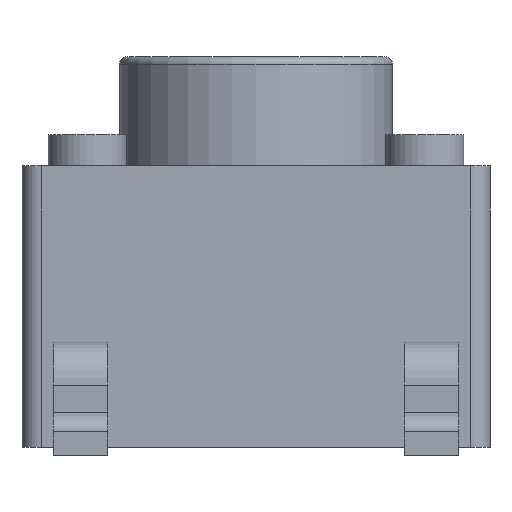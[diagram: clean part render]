
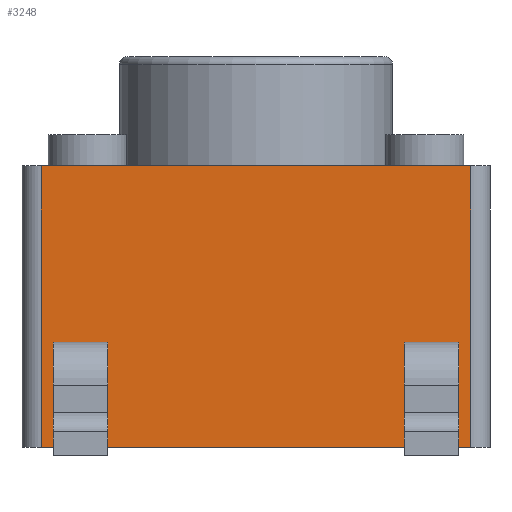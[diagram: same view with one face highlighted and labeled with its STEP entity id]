
A CAD part, front view. The second image highlights one B-rep face of the part: STEP entity #3248.
In plain terms, the highlighted planar face has unit normal (0, -1, 0).
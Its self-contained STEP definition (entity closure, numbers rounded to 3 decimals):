
#7 = EDGE_LOOP ( 'NONE', ( #293, #292, #291, #294 ) ) ;
#10 = EDGE_LOOP ( 'NONE', ( #283, #285, #284, #286 ) ) ;
#12 = EDGE_LOOP ( 'NONE', ( #289, #288, #287, #290 ) ) ;
#283 = ORIENTED_EDGE ( 'NONE', *, *, #324, .F. ) ;
#284 = ORIENTED_EDGE ( 'NONE', *, *, #325, .F. ) ;
#285 = ORIENTED_EDGE ( 'NONE', *, *, #323, .F. ) ;
#286 = ORIENTED_EDGE ( 'NONE', *, *, #326, .F. ) ;
#287 = ORIENTED_EDGE ( 'NONE', *, *, #328, .T. ) ;
#288 = ORIENTED_EDGE ( 'NONE', *, *, #327, .T. ) ;
#289 = ORIENTED_EDGE ( 'NONE', *, *, #3075, .F. ) ;
#290 = ORIENTED_EDGE ( 'NONE', *, *, #329, .T. ) ;
#291 = ORIENTED_EDGE ( 'NONE', *, *, #331, .F. ) ;
#292 = ORIENTED_EDGE ( 'NONE', *, *, #330, .F. ) ;
#293 = ORIENTED_EDGE ( 'NONE', *, *, #322, .F. ) ;
#294 = ORIENTED_EDGE ( 'NONE', *, *, #332, .F. ) ;
#322 = EDGE_CURVE ( 'NONE', #3158, #2847, #661, .T. ) ;
#323 = EDGE_CURVE ( 'NONE', #2854, #3157, #664, .T. ) ;
#324 = EDGE_CURVE ( 'NONE', #3157, #2827, #667, .T. ) ;
#325 = EDGE_CURVE ( 'NONE', #2838, #2854, #670, .T. ) ;
#326 = EDGE_CURVE ( 'NONE', #2827, #2838, #673, .T. ) ;
#327 = EDGE_CURVE ( 'NONE', #2927, #2858, #676, .T. ) ;
#328 = EDGE_CURVE ( 'NONE', #2858, #3159, #679, .T. ) ;
#329 = EDGE_CURVE ( 'NONE', #3159, #2962, #682, .T. ) ;
#330 = EDGE_CURVE ( 'NONE', #3160, #3158, #685, .T. ) ;
#331 = EDGE_CURVE ( 'NONE', #3168, #3160, #688, .T. ) ;
#332 = EDGE_CURVE ( 'NONE', #2847, #3168, #691, .T. ) ;
#661 = LINE ( 'NONE', #662, #2994 ) ;
#662 = CARTESIAN_POINT ( 'NONE',  ( 2.6, -3., -2.56 ) ) ;
#663 = DIRECTION ( 'NONE',  ( 1., 0., 0. ) ) ;
#664 = LINE ( 'NONE', #665, #2993 ) ;
#665 = CARTESIAN_POINT ( 'NONE',  ( -2.6, -3., -2.56 ) ) ;
#666 = DIRECTION ( 'NONE',  ( 0., 0., -1. ) ) ;
#667 = LINE ( 'NONE', #668, #2992 ) ;
#668 = CARTESIAN_POINT ( 'NONE',  ( -1.9, -3., -2.56 ) ) ;
#669 = DIRECTION ( 'NONE',  ( 1., 0., 0. ) ) ;
#670 = LINE ( 'NONE', #671, #2976 ) ;
#671 = CARTESIAN_POINT ( 'NONE',  ( -2.6, -3., -2.26 ) ) ;
#672 = DIRECTION ( 'NONE',  ( -1., 0., 0. ) ) ;
#673 = LINE ( 'NONE', #674, #2991 ) ;
#674 = CARTESIAN_POINT ( 'NONE',  ( -1.9, -3., -2.26 ) ) ;
#675 = DIRECTION ( 'NONE',  ( 0., 0., 1. ) ) ;
#676 = LINE ( 'NONE', #677, #3003 ) ;
#677 = CARTESIAN_POINT ( 'NONE',  ( -2.75, -3., -3.61 ) ) ;
#678 = DIRECTION ( 'NONE',  ( 0., 0., -1. ) ) ;
#679 = LINE ( 'NONE', #680, #2978 ) ;
#680 = CARTESIAN_POINT ( 'NONE',  ( -3., -3., -3.61 ) ) ;
#681 = DIRECTION ( 'NONE',  ( 1., 0., 0. ) ) ;
#682 = LINE ( 'NONE', #683, #2990 ) ;
#683 = CARTESIAN_POINT ( 'NONE',  ( 2.75, -3., -3.61 ) ) ;
#684 = DIRECTION ( 'NONE',  ( 0., 0., 1. ) ) ;
#685 = LINE ( 'NONE', #686, #2989 ) ;
#686 = CARTESIAN_POINT ( 'NONE',  ( 1.9, -3., -2.56 ) ) ;
#687 = DIRECTION ( 'NONE',  ( 0., 0., -1. ) ) ;
#688 = LINE ( 'NONE', #689, #2988 ) ;
#689 = CARTESIAN_POINT ( 'NONE',  ( 1.9, -3., -2.26 ) ) ;
#690 = DIRECTION ( 'NONE',  ( -1., 0., 0. ) ) ;
#691 = LINE ( 'NONE', #692, #2987 ) ;
#692 = CARTESIAN_POINT ( 'NONE',  ( 2.6, -3., -2.26 ) ) ;
#693 = DIRECTION ( 'NONE',  ( 0., 0., 1. ) ) ;
#1668 = CARTESIAN_POINT ( 'NONE',  ( -1.9, -3., -2.56 ) ) ;
#1677 = CARTESIAN_POINT ( 'NONE',  ( -1.9, -3., -2.26 ) ) ;
#1686 = CARTESIAN_POINT ( 'NONE',  ( 2.6, -3., -2.56 ) ) ;
#1693 = CARTESIAN_POINT ( 'NONE',  ( -2.6, -3., -2.26 ) ) ;
#1697 = CARTESIAN_POINT ( 'NONE',  ( -2.75, -3., -3.61 ) ) ;
#1727 = CARTESIAN_POINT ( 'NONE',  ( -2.75, -3., 0. ) ) ;
#1742 = CARTESIAN_POINT ( 'NONE',  ( 2.75, -3., 0. ) ) ;
#2424 = LINE ( 'NONE', #2425, #2471 ) ;
#2425 = CARTESIAN_POINT ( 'NONE',  ( -3., -3., 0. ) ) ;
#2426 = DIRECTION ( 'NONE',  ( 1., 0., 0. ) ) ;
#2445 = CARTESIAN_POINT ( 'NONE',  ( -2.6, -3., -2.56 ) ) ;
#2455 = CARTESIAN_POINT ( 'NONE',  ( 1.9, -3., -2.56 ) ) ;
#2456 = CARTESIAN_POINT ( 'NONE',  ( 2.75, -3., -3.61 ) ) ;
#2457 = CARTESIAN_POINT ( 'NONE',  ( 1.9, -3., -2.26 ) ) ;
#2471 = VECTOR ( 'NONE', #2426, 1000. ) ;
#2549 = CARTESIAN_POINT ( 'NONE',  ( 2.6, -3., -2.26 ) ) ;
#2736 = FACE_OUTER_BOUND ( 'NONE', #12, .T. ) ;
#2739 = AXIS2_PLACEMENT_3D ( 'NONE', #3310, #3311, #3312 ) ;
#2747 = FACE_BOUND ( 'NONE', #10, .T. ) ;
#2754 = FACE_BOUND ( 'NONE', #7, .T. ) ;
#2827 = VERTEX_POINT ( 'NONE', #1668 ) ;
#2838 = VERTEX_POINT ( 'NONE', #1677 ) ;
#2847 = VERTEX_POINT ( 'NONE', #1686 ) ;
#2854 = VERTEX_POINT ( 'NONE', #1693 ) ;
#2858 = VERTEX_POINT ( 'NONE', #1697 ) ;
#2927 = VERTEX_POINT ( 'NONE', #1727 ) ;
#2962 = VERTEX_POINT ( 'NONE', #1742 ) ;
#2976 = VECTOR ( 'NONE', #672, 1000. ) ;
#2978 = VECTOR ( 'NONE', #681, 1000. ) ;
#2987 = VECTOR ( 'NONE', #693, 1000. ) ;
#2988 = VECTOR ( 'NONE', #690, 1000. ) ;
#2989 = VECTOR ( 'NONE', #687, 1000. ) ;
#2990 = VECTOR ( 'NONE', #684, 1000. ) ;
#2991 = VECTOR ( 'NONE', #675, 1000. ) ;
#2992 = VECTOR ( 'NONE', #669, 1000. ) ;
#2993 = VECTOR ( 'NONE', #666, 1000. ) ;
#2994 = VECTOR ( 'NONE', #663, 1000. ) ;
#3003 = VECTOR ( 'NONE', #678, 1000. ) ;
#3075 = EDGE_CURVE ( 'NONE', #2927, #2962, #2424, .T. ) ;
#3157 = VERTEX_POINT ( 'NONE', #2445 ) ;
#3158 = VERTEX_POINT ( 'NONE', #2455 ) ;
#3159 = VERTEX_POINT ( 'NONE', #2456 ) ;
#3160 = VERTEX_POINT ( 'NONE', #2457 ) ;
#3168 = VERTEX_POINT ( 'NONE', #2549 ) ;
#3248 = ADVANCED_FACE ( 'NONE', ( #2747, #2736, #2754 ), #3309, .T. ) ;
#3309 = PLANE ( 'NONE',  #2739 ) ;
#3310 = CARTESIAN_POINT ( 'NONE',  ( -3., -3., -3.61 ) ) ;
#3311 = DIRECTION ( 'NONE',  ( 0., -1., 0. ) ) ;
#3312 = DIRECTION ( 'NONE',  ( 0., 0., -1. ) ) ;
